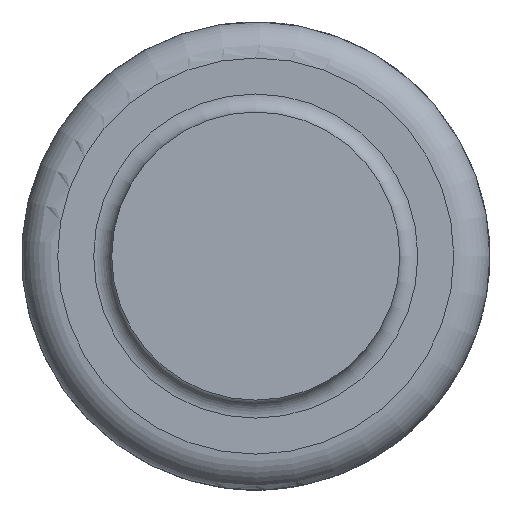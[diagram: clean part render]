
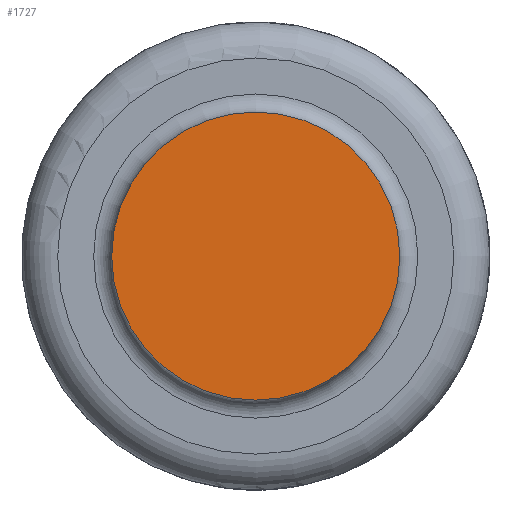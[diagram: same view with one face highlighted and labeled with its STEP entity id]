
A CAD part, front view. The second image highlights one B-rep face of the part: STEP entity #1727.
In plain terms, the highlighted planar face has unit normal (0, -1, 0).
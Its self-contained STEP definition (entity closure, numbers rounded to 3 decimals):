
#417=PLANE('',#1931);
#531=FACE_OUTER_BOUND('',#645,.T.);
#645=EDGE_LOOP('',(#1612));
#649=CIRCLE('',#1736,2.);
#714=VERTEX_POINT('',#2462);
#863=EDGE_CURVE('',#714,#714,#649,.T.);
#1612=ORIENTED_EDGE('',*,*,#863,.T.);
#1727=ADVANCED_FACE('',(#531),#417,.F.);
#1736=AXIS2_PLACEMENT_3D('',#2463,#1946,#1947);
#1931=AXIS2_PLACEMENT_3D('',#3585,#2450,#2451);
#1946=DIRECTION('center_axis',(0.,-1.,0.));
#1947=DIRECTION('ref_axis',(1.,0.,0.));
#2450=DIRECTION('center_axis',(0.,1.,0.));
#2451=DIRECTION('ref_axis',(0.,0.,1.));
#2462=CARTESIAN_POINT('',(-2.,0.,0.));
#2463=CARTESIAN_POINT('Origin',(0.,0.,0.));
#3585=CARTESIAN_POINT('Origin',(0.,0.,0.));
